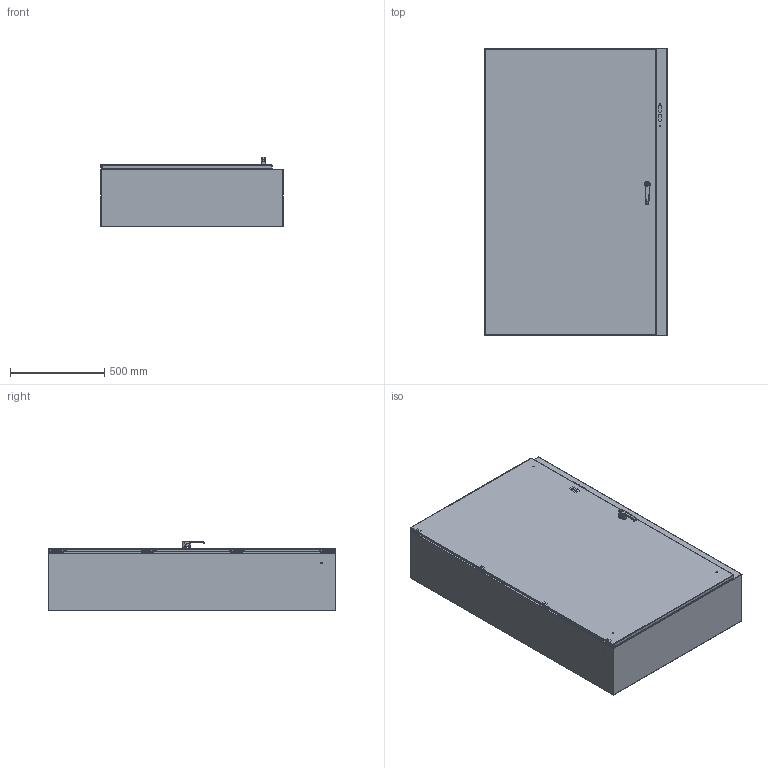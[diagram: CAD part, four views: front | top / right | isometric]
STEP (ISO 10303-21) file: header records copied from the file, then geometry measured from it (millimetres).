
FILE_DESCRIPTION (( 'STEP AP214' ), '1' );
FILE_NAME ('N412603812CD.STEP', '2020-03-06T12:37:12', ( '' ), ( '' ), 'SwSTEP 2.0', 'SolidWorks 2019', '' );
FILE_SCHEMA (( 'AUTOMOTIVE_DESIGN' ));
Length unit declared in the file: inch
Products named in the file (1): N412603812CD
Bounding box: 965.2 x 1524 x 368.6 mm (x, y, z)
Volume: 9008731.6 mm3; surface area: 9530251.9 mm2
Topology: 92 solids, 92 shells, 3067 faces, 7481 edges, 4621 vertices
Faces by surface type: plane 1140, cylinder 1136, cone 441, bspline 324, torus 26
Full cylindrical faces by diameter (mm): 2.362 x8, 2.6 x1, 3.175 x4, 3.317 x136, 3.683 x6, 3.861 x8, 3.962 x6, 4.166 x136, 4.25 x9, 4.366 x8, 4.572 x8, 4.775 x10, 4.826 x4, 4.978 x3, 5 x3, 5.1 x1, 5.359 x3, 5.5 x1, 5.6 x1, 5.715 x6, 5.8 x1, 6.35 x20, 6.502 x8, 6.985 x8, 7.144 x2, 7.62 x14, 7.798 x2, 7.938 x3, 8.128 x12, 8.382 x4
Entity records: 152321 total; most frequent: CARTESIAN_POINT 47617, DIRECTION 12607, ORIENTED_EDGE 12226, EDGE_CURVE 6113, AXIS2_PLACEMENT_3D 4862, EDGE_LOOP 4294, VERTEX_POINT 4237, FACE_OUTER_BOUND 3609
